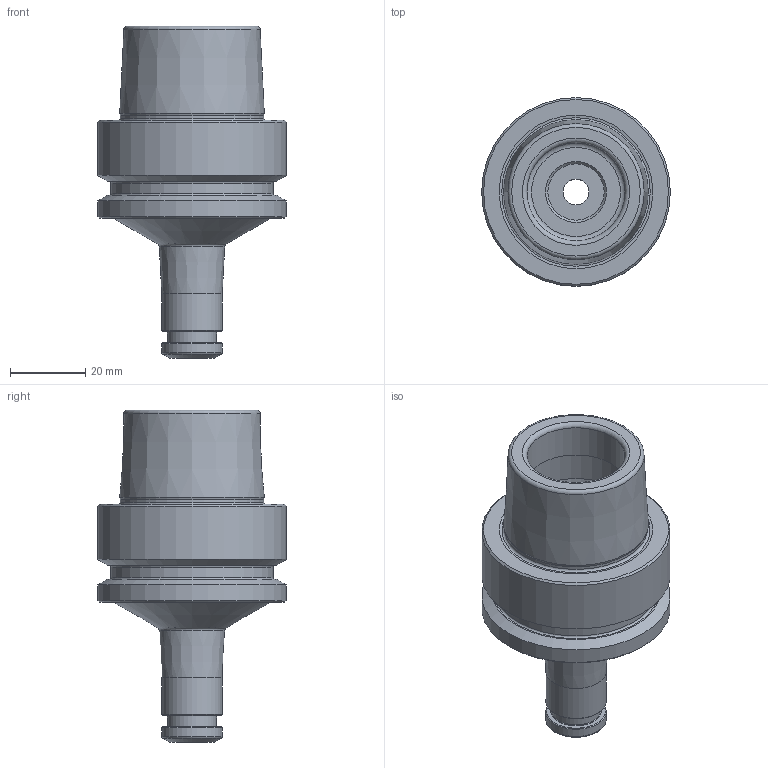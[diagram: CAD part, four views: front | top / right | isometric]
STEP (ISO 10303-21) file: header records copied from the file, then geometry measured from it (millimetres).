
FILE_DESCRIPTION(/* description */ (''),/* implementation_level */ '2;1');
FILE_NAME(/* name */ '255071024.stp',/* time_stamp */ '2021-01-08T12:24:39',/* author */ ('LRA'),/* organization */ ('REGO-FIX'),/* preprocessor_version */ ' Unknown',/* originating_system */ 'SIEMENS PLM Software Solid Edge ST10',/* authorization */ 'Unknown');
FILE_SCHEMA (('AUTOMOTIVE_DESIGN { 1 0 10303 214 2 1 1}'));
Length unit declared in the file: millimetre
Products named in the file (1): NOCUT
Bounding box: 50 x 50 x 88 mm (x, y, z)
Volume: 59664.9 mm3; surface area: 17942.4 mm2
Topology: 1 solids, 1 shells, 57 faces, 110 edges, 64 vertices
Faces by surface type: cone 17, torus 15, cylinder 14, plane 11
Full cylindrical faces by diameter (mm): 6.8 x1, 10 x1, 13 x1, 14.917 x1, 16 x2, 17 x1, 26 x2, 32 x1, 38.009 x1, 43 x1, 50 x2
Entity records: 1586 total; most frequent: DIRECTION 236, CARTESIAN_POINT 175, AXIS2_PLACEMENT_3D 118, ORIENTED_EDGE 114, EDGE_LOOP 114, FACE_BOUND 114, EDGE_CURVE 57, VERTEX_POINT 57
